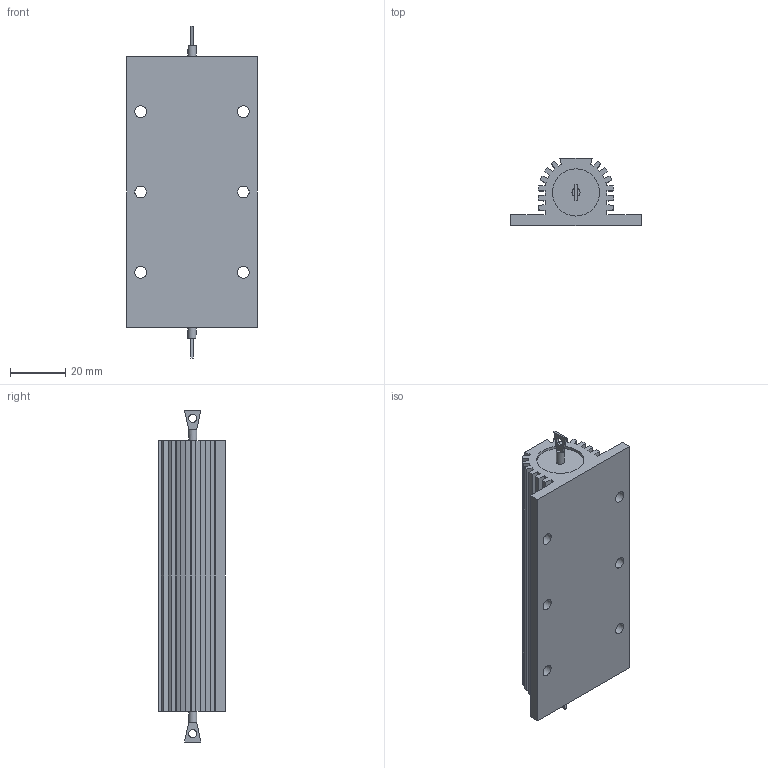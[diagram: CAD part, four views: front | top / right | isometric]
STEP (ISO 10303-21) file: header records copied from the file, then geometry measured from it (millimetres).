
FILE_DESCRIPTION(/* description */ (''),/* implementation_level */ '2;1');
FILE_NAME(/* name */ 'Rezistor_HS150_.step',/* time_stamp */ '2024-04-02T23:09:08-05:00',/* author */ (''),/* organization */ (''),/* preprocessor_version */ 'ST-DEVELOPER v20',/* originating_system */ 'Autodesk Translation Framework v12.20.1.177',/* authorisation */ '');
FILE_SCHEMA (('AUTOMOTIVE_DESIGN { 1 0 10303 214 3 1 1 }'));
Length unit declared in the file: millimetre
Products named in the file (1): Rezistor_HS150
Bounding box: 47 x 24.1 x 119.7 mm (x, y, z)
Volume: 60112.2 mm3; surface area: 20436.6 mm2
Topology: 1 solids, 1 shells, 368 faces, 987 edges, 654 vertices
Faces by surface type: plane 221, bspline 127, cylinder 20
Full cylindrical faces by diameter (mm): 2.892 x2, 3 x2, 4.2 x6, 17 x2
Entity records: 18702 total; most frequent: CARTESIAN_POINT 10249, ORIENTED_EDGE 1974, DIRECTION 1269, EDGE_CURVE 987, LINE 681, VECTOR 681, VERTEX_POINT 654, EDGE_LOOP 417
